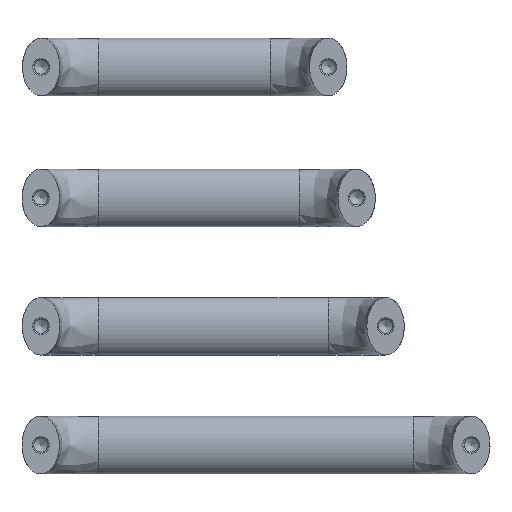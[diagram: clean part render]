
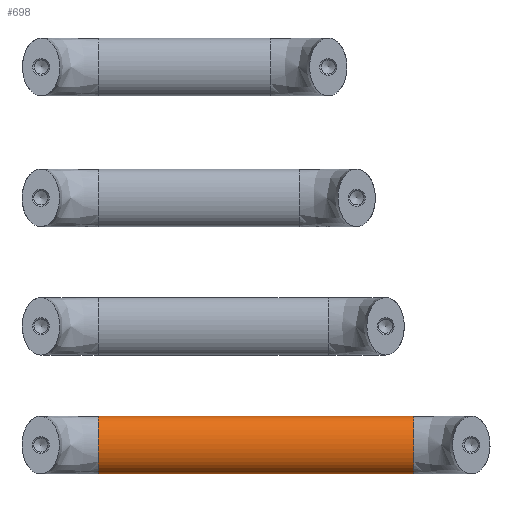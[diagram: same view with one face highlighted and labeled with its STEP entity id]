
A CAD part, front view. The second image highlights one B-rep face of the part: STEP entity #698.
In plain terms, the highlighted free-form (B-spline) face has degree [2, 1] with [9, 2] control points.
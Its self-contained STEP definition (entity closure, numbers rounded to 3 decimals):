
#53=LINE('',#1476,#65);
#65=VECTOR('',#990,110.);
#82=(
BOUNDED_SURFACE()
B_SPLINE_SURFACE(2,1,((#1457,#1458),(#1459,#1460),(#1461,#1462),(#1463,
#1464),(#1465,#1466),(#1467,#1468),(#1469,#1470),(#1471,#1472),(#1473,#1474)),
 .UNSPECIFIED.,.T.,.F.,.F.)
B_SPLINE_SURFACE_WITH_KNOTS((3,2,2,2,3),(2,2),(-3.142,-1.571,
0.,1.571,3.142),(0.,13.2),.UNSPECIFIED.)
GEOMETRIC_REPRESENTATION_ITEM()
RATIONAL_B_SPLINE_SURFACE(((1.,1.),(0.707,0.707),
(1.,1.),(0.707,0.707),(1.,1.),(0.707,
0.707),(1.,1.),(0.707,0.707),(1.,1.)))
REPRESENTATION_ITEM('')
SURFACE()
);
#114=ELLIPSE('',#791,10.,6.5);
#115=ELLIPSE('',#792,10.,6.5);
#116=ELLIPSE('',#794,10.,6.5);
#117=ELLIPSE('',#795,10.,6.5);
#206=FACE_OUTER_BOUND('',#276,.T.);
#276=EDGE_LOOP('',(#587,#588,#589,#590,#591,#592));
#372=VERTEX_POINT('',#1452);
#373=VERTEX_POINT('',#1453);
#374=VERTEX_POINT('',#1475);
#375=VERTEX_POINT('',#1477);
#447=EDGE_CURVE('',#372,#373,#114,.T.);
#448=EDGE_CURVE('',#373,#372,#115,.T.);
#450=EDGE_CURVE('',#373,#374,#53,.T.);
#451=EDGE_CURVE('',#374,#375,#116,.T.);
#452=EDGE_CURVE('',#375,#374,#117,.T.);
#587=ORIENTED_EDGE('',*,*,#447,.F.);
#588=ORIENTED_EDGE('',*,*,#448,.F.);
#589=ORIENTED_EDGE('',*,*,#450,.T.);
#590=ORIENTED_EDGE('',*,*,#451,.T.);
#591=ORIENTED_EDGE('',*,*,#452,.T.);
#592=ORIENTED_EDGE('',*,*,#450,.F.);
#698=ADVANCED_FACE('',(#206),#82,.T.);
#791=AXIS2_PLACEMENT_3D('',#1454,#984,#985);
#792=AXIS2_PLACEMENT_3D('',#1455,#986,#987);
#794=AXIS2_PLACEMENT_3D('',#1478,#991,#992);
#795=AXIS2_PLACEMENT_3D('',#1479,#993,#994);
#984=DIRECTION('center_axis',(1.,0.,0.));
#985=DIRECTION('ref_axis',(0.,0.,-1.));
#986=DIRECTION('center_axis',(1.,0.,0.));
#987=DIRECTION('ref_axis',(0.,0.,-1.));
#990=DIRECTION('',(-1.,0.,0.));
#991=DIRECTION('center_axis',(1.,0.,0.));
#992=DIRECTION('ref_axis',(0.,0.,-1.));
#993=DIRECTION('center_axis',(1.,0.,0.));
#994=DIRECTION('ref_axis',(0.,0.,-1.));
#1452=CARTESIAN_POINT('',(130.,44.,-10.));
#1453=CARTESIAN_POINT('',(130.,44.,10.));
#1454=CARTESIAN_POINT('Origin',(130.,44.,0.));
#1455=CARTESIAN_POINT('Origin',(130.,44.,0.));
#1457=CARTESIAN_POINT('Ctrl Pts',(20.,44.,10.));
#1458=CARTESIAN_POINT('Ctrl Pts',(152.,44.,10.));
#1459=CARTESIAN_POINT('Ctrl Pts',(20.,37.5,10.));
#1460=CARTESIAN_POINT('Ctrl Pts',(152.,37.5,10.));
#1461=CARTESIAN_POINT('Ctrl Pts',(20.,37.5,0.));
#1462=CARTESIAN_POINT('Ctrl Pts',(152.,37.5,0.));
#1463=CARTESIAN_POINT('Ctrl Pts',(20.,37.5,-10.));
#1464=CARTESIAN_POINT('Ctrl Pts',(152.,37.5,-10.));
#1465=CARTESIAN_POINT('Ctrl Pts',(20.,44.,-10.));
#1466=CARTESIAN_POINT('Ctrl Pts',(152.,44.,-10.));
#1467=CARTESIAN_POINT('Ctrl Pts',(20.,50.5,-10.));
#1468=CARTESIAN_POINT('Ctrl Pts',(152.,50.5,-10.));
#1469=CARTESIAN_POINT('Ctrl Pts',(20.,50.5,0.));
#1470=CARTESIAN_POINT('Ctrl Pts',(152.,50.5,0.));
#1471=CARTESIAN_POINT('Ctrl Pts',(20.,50.5,10.));
#1472=CARTESIAN_POINT('Ctrl Pts',(152.,50.5,10.));
#1473=CARTESIAN_POINT('Ctrl Pts',(20.,44.,10.));
#1474=CARTESIAN_POINT('Ctrl Pts',(152.,44.,10.));
#1475=CARTESIAN_POINT('',(20.,44.,10.));
#1476=CARTESIAN_POINT('',(20.,44.,10.));
#1477=CARTESIAN_POINT('',(20.,44.,-10.));
#1478=CARTESIAN_POINT('Origin',(20.,44.,0.));
#1479=CARTESIAN_POINT('Origin',(20.,44.,0.));
